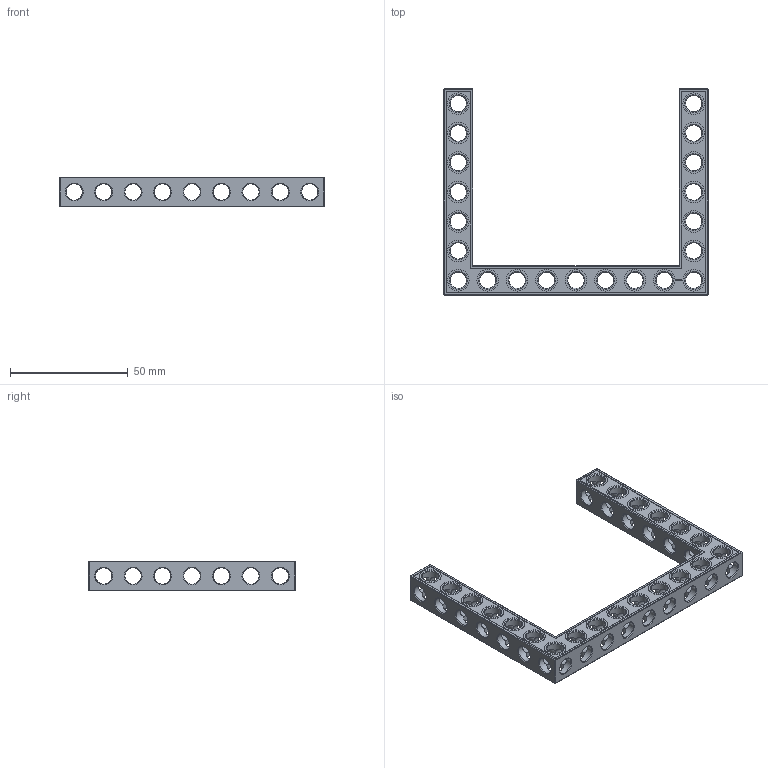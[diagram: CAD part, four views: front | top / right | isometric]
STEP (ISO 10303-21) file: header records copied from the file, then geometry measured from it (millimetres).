
FILE_DESCRIPTION(('FreeCAD Model'),'2;1');
FILE_NAME('Open CASCADE Shape Model','2022-02-23T22:13:29',( 'Paulo Kiefe'),('STEMFIE.org'),'Open CASCADE STEP processor 7.5', 'FreeCAD','Unknown');
FILE_SCHEMA(('AUTOMOTIVE_DESIGN { 1 0 10303 214 1 1 1 1 }'));
Products named in the file (1): Beam AGD ESS USH SYM BU09x07x01 - SPN-BEM-0428 (stemfie.org)
Bounding box: 112.5 x 87.5 x 12.5 mm (x, y, z)
Volume: 20517.4 mm3; surface area: 18417.1 mm2
Topology: 1 solids, 1 shells, 766 faces, 2257 edges, 1465 vertices
Faces by surface type: plane 401, extrusion 152, cylinder 127, cone 86
Full cylindrical faces by diameter (mm): 6.98 x16, 7 x90, 9.2 x21
Entity records: 119562 total; most frequent: CARTESIAN_POINT 77046, DIRECTION 6907, VECTOR 4680, LINE 4528, ORIENTED_EDGE 4514, PCURVE 4514, DEFINITIONAL_REPRESENTATION 4514, EDGE_CURVE 2257
